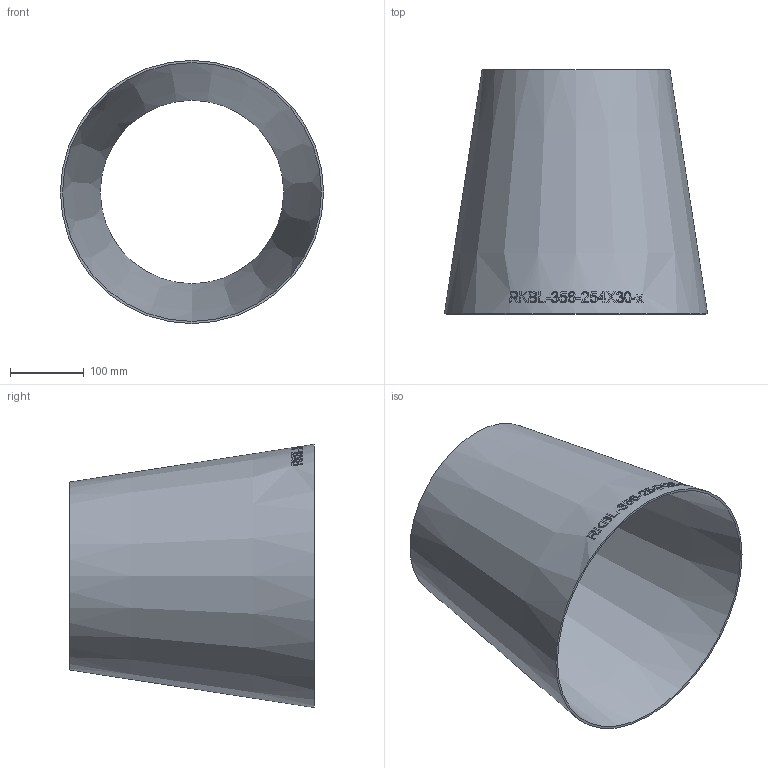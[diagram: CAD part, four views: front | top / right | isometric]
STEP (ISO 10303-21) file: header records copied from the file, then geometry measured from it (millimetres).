
FILE_DESCRIPTION (( 'STEP AP214' ), '1' );
FILE_NAME ('RKBL-356-254X30-x Reduzierung aus Blech 2006.STEP', '2020-06-18T08:09:38', ( '' ), ( '' ), 'SwSTEP 2.0', 'SolidWorks 2019', '' );
FILE_SCHEMA (( 'AUTOMOTIVE_DESIGN' ));
Length unit declared in the file: millimetre
Products named in the file (1): RKBL-356-254X30-x Reduzierung aus Blech 2006
Bounding box: 356 x 330 x 356 mm (x, y, z)
Volume: 947562.1 mm3; surface area: 639292.3 mm2
Topology: 1 solids, 1 shells, 245 faces, 660 edges, 440 vertices
Faces by surface type: bspline 218, cone 25, plane 2
Entity records: 41606 total; most frequent: CARTESIAN_POINT 34781, ORIENTED_EDGE 1316, EDGE_CURVE 658, B_SPLINE_CURVE_WITH_KNOTS 654, VERTEX_POINT 440, EDGE_LOOP 272, FACE_OUTER_BOUND 245, ADVANCED_FACE 245
